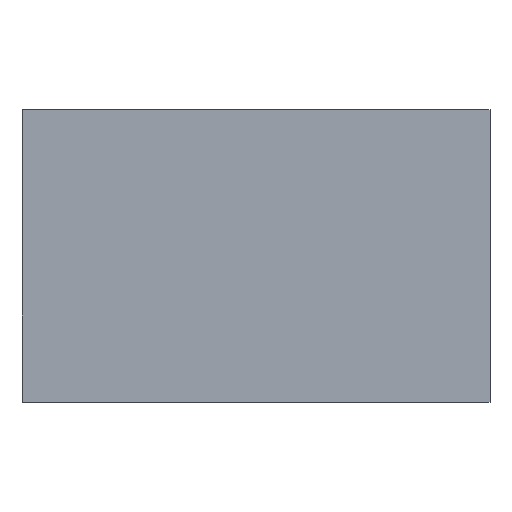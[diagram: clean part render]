
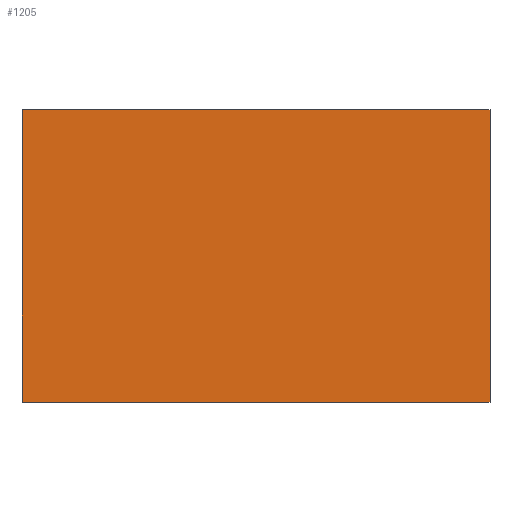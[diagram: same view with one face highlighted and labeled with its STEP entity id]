
A CAD part, top view. The second image highlights one B-rep face of the part: STEP entity #1205.
In plain terms, the highlighted planar face has unit normal (0, 0, 1).
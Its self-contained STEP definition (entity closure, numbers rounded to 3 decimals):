
#124=LINE('',#2299,#234);
#126=LINE('',#2303,#236);
#128=LINE('',#2307,#238);
#130=LINE('',#2310,#240);
#234=VECTOR('',#1418,10.);
#236=VECTOR('',#1422,10.);
#238=VECTOR('',#1426,10.);
#240=VECTOR('',#1430,10.);
#339=FACE_OUTER_BOUND('',#407,.T.);
#407=EDGE_LOOP('',(#1099,#1100,#1101,#1102));
#585=VERTEX_POINT('',#2296);
#586=VERTEX_POINT('',#2298);
#587=VERTEX_POINT('',#2302);
#588=VERTEX_POINT('',#2306);
#756=EDGE_CURVE('',#585,#586,#124,.T.);
#758=EDGE_CURVE('',#586,#587,#126,.T.);
#760=EDGE_CURVE('',#587,#588,#128,.T.);
#762=EDGE_CURVE('',#588,#585,#130,.T.);
#1099=ORIENTED_EDGE('',*,*,#756,.F.);
#1100=ORIENTED_EDGE('',*,*,#762,.F.);
#1101=ORIENTED_EDGE('',*,*,#760,.F.);
#1102=ORIENTED_EDGE('',*,*,#758,.F.);
#1141=PLANE('',#1257);
#1205=ADVANCED_FACE('',(#339),#1141,.T.);
#1257=AXIS2_PLACEMENT_3D('',#2311,#1431,#1432);
#1418=DIRECTION('',(0.,-1.,0.));
#1422=DIRECTION('',(-1.,0.,0.));
#1426=DIRECTION('',(0.,1.,0.));
#1430=DIRECTION('',(1.,0.,0.));
#1431=DIRECTION('center_axis',(0.,0.,1.));
#1432=DIRECTION('ref_axis',(1.,0.,0.));
#2296=CARTESIAN_POINT('',(1.,0.625,0.5));
#2298=CARTESIAN_POINT('',(1.,-0.625,0.5));
#2299=CARTESIAN_POINT('',(1.,0.625,0.5));
#2302=CARTESIAN_POINT('',(-1.,-0.625,0.5));
#2303=CARTESIAN_POINT('',(1.,-0.625,0.5));
#2306=CARTESIAN_POINT('',(-1.,0.625,0.5));
#2307=CARTESIAN_POINT('',(-1.,-0.625,0.5));
#2310=CARTESIAN_POINT('',(-1.,0.625,0.5));
#2311=CARTESIAN_POINT('Origin',(0.,0.,0.5));
